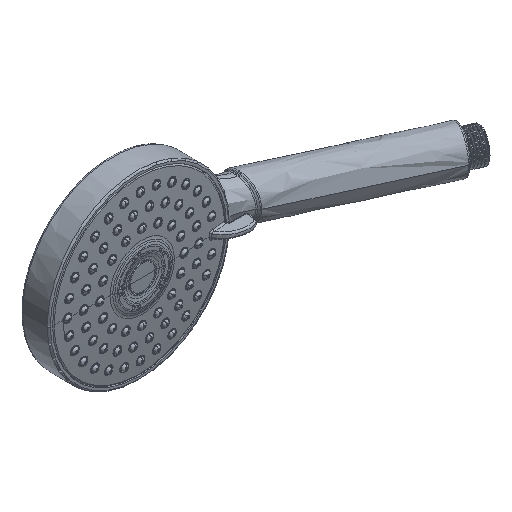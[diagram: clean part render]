
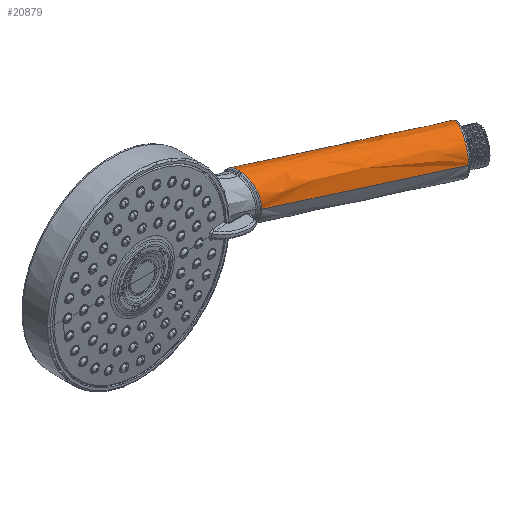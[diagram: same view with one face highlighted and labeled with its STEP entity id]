
A CAD part, isometric view. The second image highlights one B-rep face of the part: STEP entity #20879.
In plain terms, the highlighted face is a extrusion surface.
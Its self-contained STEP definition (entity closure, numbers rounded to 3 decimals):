
#467=CARTESIAN_POINT('',(76.86,-4.39,
0.));
#1254=CARTESIAN_POINT('',(179.607,-22.59,
0.));
#1255=CARTESIAN_POINT('',(179.607,-22.59,1.833));
#1256=CARTESIAN_POINT('',(179.32,-23.214,5.497));
#1257=CARTESIAN_POINT('',(178.093,-25.882,10.157));
#1258=CARTESIAN_POINT('',(176.257,-29.873,13.271));
#1259=CARTESIAN_POINT('',(174.814,-33.012,14.));
#1260=CARTESIAN_POINT('',(174.091,-34.582,14.));
#1265=CARTESIAN_POINT('',(174.091,-34.582,14.));
#1266=CARTESIAN_POINT('',(173.369,-36.152,14.));
#1267=CARTESIAN_POINT('',(171.926,-39.291,13.271));
#1268=CARTESIAN_POINT('',(170.09,-43.283,10.157));
#1269=CARTESIAN_POINT('',(168.863,-45.95,5.497));
#1270=CARTESIAN_POINT('',(168.576,-46.574,1.833));
#1271=CARTESIAN_POINT('',(168.576,-46.574,
0.));
#1276=DIRECTION('',(-0.909,0.418,0.));
#1277=VECTOR('',#1276,100.951);
#1278=CARTESIAN_POINT('',(168.576,-46.574,
0.));
#1279=LINE('',#1278,#1277);
#1283=CARTESIAN_POINT('',(76.86,-4.39,
0.));
#1284=CARTESIAN_POINT('',(76.859,-4.389,
0.963));
#1285=CARTESIAN_POINT('',(76.867,-4.185,2.875));
#1286=CARTESIAN_POINT('',(76.877,-3.312,5.539));
#1287=CARTESIAN_POINT('',(76.904,-1.922,8.036));
#1288=CARTESIAN_POINT('',(76.933,0.233,10.404));
#1289=CARTESIAN_POINT('',(76.971,2.451,12.039));
#1290=CARTESIAN_POINT('',(77.007,5.637,13.469));
#1291=CARTESIAN_POINT('',(77.04,7.646,13.84));
#1292=CARTESIAN_POINT('',(77.043,8.653,13.935));
#1297=CARTESIAN_POINT('',(77.043,8.653,13.935));
#1298=CARTESIAN_POINT('',(77.044,8.808,13.949));
#1299=CARTESIAN_POINT('',(77.047,9.117,13.973));
#1300=CARTESIAN_POINT('',(77.052,9.583,13.995));
#1301=CARTESIAN_POINT('',(77.056,9.893,14.));
#1302=CARTESIAN_POINT('',(77.058,10.048,14.));
#1307=CARTESIAN_POINT('',(77.058,10.048,14.));
#1308=CARTESIAN_POINT('',(77.058,10.076,14.));
#1309=CARTESIAN_POINT('',(77.059,10.13,14.));
#1310=CARTESIAN_POINT('',(77.06,10.212,13.999));
#1311=CARTESIAN_POINT('',(77.061,10.266,13.998));
#1312=CARTESIAN_POINT('',(77.061,10.293,13.998));
#1317=CARTESIAN_POINT('',(77.061,10.293,13.998));
#1318=CARTESIAN_POINT('',(77.062,10.365,13.997));
#1319=CARTESIAN_POINT('',(77.067,10.426,13.995));
#1320=CARTESIAN_POINT('',(77.08,10.497,13.993));
#1325=CARTESIAN_POINT('',(77.08,10.497,13.993));
#1326=CARTESIAN_POINT('',(77.114,10.694,13.987));
#1327=CARTESIAN_POINT('',(77.183,11.088,13.965));
#1328=CARTESIAN_POINT('',(77.286,11.676,13.905));
#1329=CARTESIAN_POINT('',(77.355,12.065,13.847));
#1330=CARTESIAN_POINT('',(77.389,12.259,13.814));
#1335=CARTESIAN_POINT('',(77.389,12.259,13.814));
#1336=CARTESIAN_POINT('',(77.548,13.166,13.658));
#1337=CARTESIAN_POINT('',(77.857,14.904,13.155));
#1338=CARTESIAN_POINT('',(78.233,17.127,12.01));
#1339=CARTESIAN_POINT('',(78.584,19.18,10.435));
#1340=CARTESIAN_POINT('',(78.894,21.049,8.266));
#1341=CARTESIAN_POINT('',(79.116,22.423,5.863));
#1342=CARTESIAN_POINT('',(79.279,23.396,2.749));
#1343=CARTESIAN_POINT('',(79.298,23.547,0.896));
#1344=CARTESIAN_POINT('',(79.302,23.546,0.));
#1457=DIRECTION('',(-0.909,0.418,0.));
#1458=VECTOR('',#1457,110.407);
#1459=CARTESIAN_POINT('',(179.607,-22.59,
0.));
#1460=LINE('',#1459,#1458);
#1464=CARTESIAN_POINT('',(79.302,23.546,0.));
#15204=VERTEX_POINT('',#1464);
#15210=VERTEX_POINT('',#467);
#15252=VERTEX_POINT('',#1335);
#15253=VERTEX_POINT('',#1254);
#15254=VERTEX_POINT('',#1260);
#15255=VERTEX_POINT('',#1271);
#15256=VERTEX_POINT('',#1292);
#15257=VERTEX_POINT('',#1302);
#15258=VERTEX_POINT('',#1312);
#15259=VERTEX_POINT('',#1320);
#20846=CARTESIAN_POINT('',(175.,-35.,0.));
#20847=DIRECTION('',(0.909,-0.418,0.));
#20848=DIRECTION('',(0.,0.,-1.));
#20849=AXIS2_PLACEMENT_3D('',#20846,#20847,#20848);
#20855=DIRECTION('',(0.909,-0.418,0.));
#20856=VECTOR('',#20855,1.);
#20857=SURFACE_OF_LINEAR_EXTRUSION('',#20851,#20856);
#20859=ORIENTED_EDGE('',*,*,#20858,.T.);
#20861=ORIENTED_EDGE('',*,*,#20860,.T.);
#20863=ORIENTED_EDGE('',*,*,#20862,.T.);
#20865=ORIENTED_EDGE('',*,*,#20864,.T.);
#20867=ORIENTED_EDGE('',*,*,#20866,.T.);
#20869=ORIENTED_EDGE('',*,*,#20868,.T.);
#20871=ORIENTED_EDGE('',*,*,#20870,.T.);
#20873=ORIENTED_EDGE('',*,*,#20872,.T.);
#20874=ORIENTED_EDGE('',*,*,#20832,.T.);
#20876=ORIENTED_EDGE('',*,*,#20875,.F.);
#20877=EDGE_LOOP('',(#20859,#20861,#20863,#20865,#20867,#20869,#20871,#20873,
#20874,#20876));
#20878=FACE_OUTER_BOUND('',#20877,.F.);
#1261=B_SPLINE_CURVE_WITH_KNOTS('',3,(#1254,#1255,#1256,#1257,#1258,#1259,
#1260),.UNSPECIFIED.,.F.,.F.,(4,1,1,1,4),(0.,0.25,0.5,0.75,1.),
.UNSPECIFIED.);
#1272=B_SPLINE_CURVE_WITH_KNOTS('',3,(#1265,#1266,#1267,#1268,#1269,#1270,
#1271),.UNSPECIFIED.,.F.,.F.,(4,1,1,1,4),(0.,0.25,0.5,0.75,1.),
.UNSPECIFIED.);
#1293=B_SPLINE_CURVE_WITH_KNOTS('',3,(#1283,#1284,#1285,#1286,#1287,#1288,#1289,
#1290,#1291,#1292),.UNSPECIFIED.,.F.,.F.,(4,1,1,1,1,1,1,4),(0.,
0.143,0.286,0.429,0.571,
0.714,0.857,1.),.UNSPECIFIED.);
#1303=B_SPLINE_CURVE_WITH_KNOTS('',3,(#1297,#1298,#1299,#1300,#1301,#1302),
.UNSPECIFIED.,.F.,.F.,(4,1,1,4),(0.,0.333,0.667,1.),
.UNSPECIFIED.);
#1313=B_SPLINE_CURVE_WITH_KNOTS('',3,(#1307,#1308,#1309,#1310,#1311,#1312),
.UNSPECIFIED.,.F.,.F.,(4,1,1,4),(0.,0.333,0.667,1.),
.UNSPECIFIED.);
#1321=B_SPLINE_CURVE_WITH_KNOTS('',3,(#1317,#1318,#1319,#1320),.UNSPECIFIED.,
.F.,.F.,(4,4),(0.,1.),.UNSPECIFIED.);
#1331=B_SPLINE_CURVE_WITH_KNOTS('',3,(#1325,#1326,#1327,#1328,#1329,#1330),
.UNSPECIFIED.,.F.,.F.,(4,1,1,4),(0.,0.333,0.667,1.),
.UNSPECIFIED.);
#1345=B_SPLINE_CURVE_WITH_KNOTS('',3,(#1335,#1336,#1337,#1338,#1339,#1340,#1341,
#1342,#1343,#1344),.UNSPECIFIED.,.F.,.F.,(4,1,1,1,1,1,1,4),(0.,
0.143,0.286,0.429,0.571,
0.714,0.857,1.),.UNSPECIFIED.);
#20832=EDGE_CURVE('',#15252,#15204,#1345,.T.);
#20850=ELLIPSE('',#20849,14.,13.2);
#20851=TRIMMED_CURVE('',#20850,(PARAMETER_VALUE(90.)),(PARAMETER_VALUE(270.)),.T.,.UNSPECIFIED.);
#20858=EDGE_CURVE('',#15253,#15254,#1261,.T.);
#20860=EDGE_CURVE('',#15254,#15255,#1272,.T.);
#20862=EDGE_CURVE('',#15255,#15210,#1279,.T.);
#20864=EDGE_CURVE('',#15210,#15256,#1293,.T.);
#20866=EDGE_CURVE('',#15256,#15257,#1303,.T.);
#20868=EDGE_CURVE('',#15257,#15258,#1313,.T.);
#20870=EDGE_CURVE('',#15258,#15259,#1321,.T.);
#20872=EDGE_CURVE('',#15259,#15252,#1331,.T.);
#20875=EDGE_CURVE('',#15253,#15204,#1460,.T.);
#20879=ADVANCED_FACE('',(#20878),#20857,.T.);
